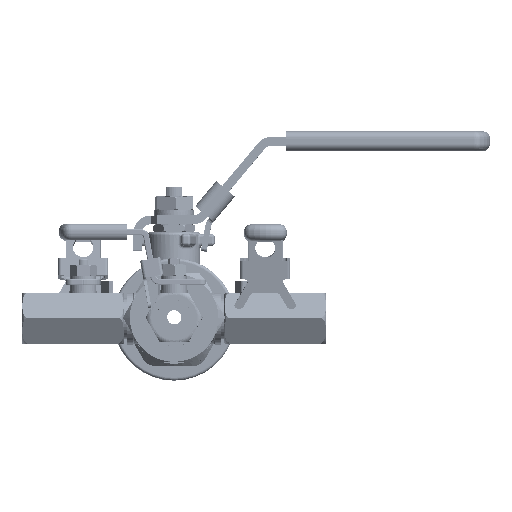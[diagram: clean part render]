
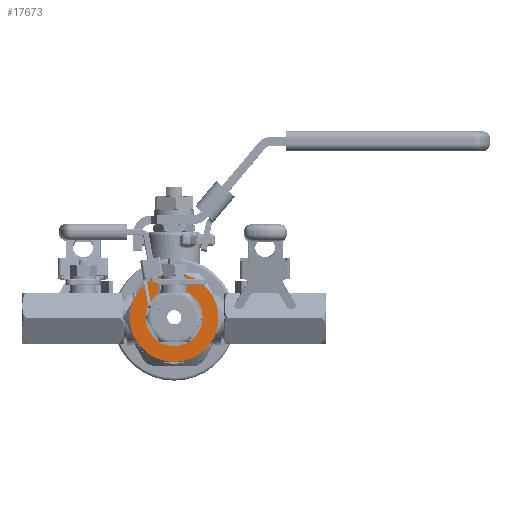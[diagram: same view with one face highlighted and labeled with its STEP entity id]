
A CAD part, top view. The second image highlights one B-rep face of the part: STEP entity #17673.
In plain terms, the highlighted planar face has unit normal (0, 0, 1).
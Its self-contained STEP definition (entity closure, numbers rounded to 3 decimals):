
#244 = DIRECTION ( 'NONE',  ( 1., 0., 0. ) ) ;
#2536 = EDGE_CURVE ( 'NONE', #12241, #21528, #29947, .T. ) ;
#2936 = DIRECTION ( 'NONE',  ( -1., 0., 0. ) ) ;
#3584 = AXIS2_PLACEMENT_3D ( 'NONE', #32865, #5083, #55624 ) ;
#4372 = AXIS2_PLACEMENT_3D ( 'NONE', #33070, #33817, #60621 ) ;
#4829 = CARTESIAN_POINT ( 'NONE',  ( 13.164, 7.6, 23.5 ) ) ;
#5083 = DIRECTION ( 'NONE',  ( 0., 0., 1. ) ) ;
#5463 = CARTESIAN_POINT ( 'NONE',  ( -13.164, 7.6, 23.5 ) ) ;
#6607 = ORIENTED_EDGE ( 'NONE', *, *, #12617, .F. ) ;
#6810 = CIRCLE ( 'NONE', #38272, 15.2 ) ;
#6891 = FACE_BOUND ( 'NONE', #65601, .T. ) ;
#7714 = CARTESIAN_POINT ( 'NONE',  ( 0., 15.2, 23.5 ) ) ;
#10784 = EDGE_CURVE ( 'NONE', #21528, #69059, #57411, .T. ) ;
#12241 = VERTEX_POINT ( 'NONE', #36073 ) ;
#12617 = EDGE_CURVE ( 'NONE', #61614, #17549, #28298, .T. ) ;
#14958 = CARTESIAN_POINT ( 'NONE',  ( -15.2, 0., 23.5 ) ) ;
#15177 = VERTEX_POINT ( 'NONE', #5463 ) ;
#16763 = AXIS2_PLACEMENT_3D ( 'NONE', #51203, #72498, #244 ) ;
#17097 = AXIS2_PLACEMENT_3D ( 'NONE', #63829, #69681, #2936 ) ;
#17549 = VERTEX_POINT ( 'NONE', #27018 ) ;
#17673 = ADVANCED_FACE ( 'NONE', ( #6891, #56689 ), #23696, .T. ) ;
#19986 = CARTESIAN_POINT ( 'NONE',  ( -13.164, -7.6, 23.5 ) ) ;
#20589 = DIRECTION ( 'NONE',  ( 1., 0., 0. ) ) ;
#21528 = VERTEX_POINT ( 'NONE', #4829 ) ;
#23610 = DIRECTION ( 'NONE',  ( 1., 0., 0. ) ) ;
#23695 = CIRCLE ( 'NONE', #51803, 15.2 ) ;
#23696 = PLANE ( 'NONE',  #16763 ) ;
#23741 = CARTESIAN_POINT ( 'NONE',  ( 0., 0., 23.5 ) ) ;
#23981 = CARTESIAN_POINT ( 'NONE',  ( 0., 0., 23.5 ) ) ;
#25352 = DIRECTION ( 'NONE',  ( 0., 0., 1. ) ) ;
#25953 = AXIS2_PLACEMENT_3D ( 'NONE', #58357, #25352, #70094 ) ;
#26611 = CARTESIAN_POINT ( 'NONE',  ( 0., 0., 23.5 ) ) ;
#27018 = CARTESIAN_POINT ( 'NONE',  ( 9.8, 0., 23.5 ) ) ;
#28298 = CIRCLE ( 'NONE', #25953, 9.8 ) ;
#28558 = ORIENTED_EDGE ( 'NONE', *, *, #51133, .F. ) ;
#28771 = CIRCLE ( 'NONE', #17097, 15.2 ) ;
#28933 = ORIENTED_EDGE ( 'NONE', *, *, #29859, .T. ) ;
#28990 = AXIS2_PLACEMENT_3D ( 'NONE', #23741, #63710, #40616 ) ;
#29245 = AXIS2_PLACEMENT_3D ( 'NONE', #48414, #70820, #20589 ) ;
#29859 = EDGE_CURVE ( 'NONE', #39419, #47644, #49907, .T. ) ;
#29947 = CIRCLE ( 'NONE', #43995, 15.2 ) ;
#31214 = DIRECTION ( 'NONE',  ( 1., 0., 0. ) ) ;
#32570 = EDGE_LOOP ( 'NONE', ( #46377, #48397, #46971, #43764, #67042, #28933, #70110 ) ) ;
#32754 = CIRCLE ( 'NONE', #29245, 15.2 ) ;
#32865 = CARTESIAN_POINT ( 'NONE',  ( 0., 0., 23.5 ) ) ;
#33070 = CARTESIAN_POINT ( 'NONE',  ( 0., 0., 23.5 ) ) ;
#33817 = DIRECTION ( 'NONE',  ( 0., 0., 1. ) ) ;
#36073 = CARTESIAN_POINT ( 'NONE',  ( 13.164, -7.6, 23.5 ) ) ;
#38272 = AXIS2_PLACEMENT_3D ( 'NONE', #23981, #44879, #23610 ) ;
#39419 = VERTEX_POINT ( 'NONE', #19986 ) ;
#40616 = DIRECTION ( 'NONE',  ( 1., 0., 0. ) ) ;
#43764 = ORIENTED_EDGE ( 'NONE', *, *, #71491, .T. ) ;
#43995 = AXIS2_PLACEMENT_3D ( 'NONE', #59501, #53972, #31214 ) ;
#44879 = DIRECTION ( 'NONE',  ( 0., 0., 1. ) ) ;
#46377 = ORIENTED_EDGE ( 'NONE', *, *, #2536, .T. ) ;
#46971 = ORIENTED_EDGE ( 'NONE', *, *, #64002, .F. ) ;
#47644 = VERTEX_POINT ( 'NONE', #68207 ) ;
#48397 = ORIENTED_EDGE ( 'NONE', *, *, #10784, .T. ) ;
#48414 = CARTESIAN_POINT ( 'NONE',  ( 0., 0., 23.5 ) ) ;
#48948 = CIRCLE ( 'NONE', #28990, 9.8 ) ;
#49316 = DIRECTION ( 'NONE',  ( 0., 0., 1. ) ) ;
#49907 = CIRCLE ( 'NONE', #4372, 15.2 ) ;
#51133 = EDGE_CURVE ( 'NONE', #17549, #61614, #48948, .T. ) ;
#51203 = CARTESIAN_POINT ( 'NONE',  ( 0., 0., 23.5 ) ) ;
#51803 = AXIS2_PLACEMENT_3D ( 'NONE', #26611, #49316, #60349 ) ;
#53972 = DIRECTION ( 'NONE',  ( 0., 0., 1. ) ) ;
#55275 = EDGE_CURVE ( 'NONE', #47644, #12241, #32754, .T. ) ;
#55624 = DIRECTION ( 'NONE',  ( 1., 0., 0. ) ) ;
#56689 = FACE_OUTER_BOUND ( 'NONE', #32570, .T. ) ;
#57411 = CIRCLE ( 'NONE', #3584, 15.2 ) ;
#58357 = CARTESIAN_POINT ( 'NONE',  ( 0., 0., 23.5 ) ) ;
#59415 = CARTESIAN_POINT ( 'NONE',  ( -9.8, 0., 23.5 ) ) ;
#59501 = CARTESIAN_POINT ( 'NONE',  ( 0., 0., 23.5 ) ) ;
#60349 = DIRECTION ( 'NONE',  ( 1., 0., 0. ) ) ;
#60621 = DIRECTION ( 'NONE',  ( 1., 0., 0. ) ) ;
#61614 = VERTEX_POINT ( 'NONE', #59415 ) ;
#63710 = DIRECTION ( 'NONE',  ( 0., 0., 1. ) ) ;
#63829 = CARTESIAN_POINT ( 'NONE',  ( 0., 0., 23.5 ) ) ;
#64002 = EDGE_CURVE ( 'NONE', #15177, #69059, #28771, .T. ) ;
#65601 = EDGE_LOOP ( 'NONE', ( #6607, #28558 ) ) ;
#66794 = EDGE_CURVE ( 'NONE', #72301, #39419, #6810, .T. ) ;
#67042 = ORIENTED_EDGE ( 'NONE', *, *, #66794, .T. ) ;
#68207 = CARTESIAN_POINT ( 'NONE',  ( 0., -15.2, 23.5 ) ) ;
#69059 = VERTEX_POINT ( 'NONE', #7714 ) ;
#69681 = DIRECTION ( 'NONE',  ( 0., 0., -1. ) ) ;
#70094 = DIRECTION ( 'NONE',  ( 1., 0., 0. ) ) ;
#70110 = ORIENTED_EDGE ( 'NONE', *, *, #55275, .T. ) ;
#70820 = DIRECTION ( 'NONE',  ( 0., 0., 1. ) ) ;
#71491 = EDGE_CURVE ( 'NONE', #15177, #72301, #23695, .T. ) ;
#72301 = VERTEX_POINT ( 'NONE', #14958 ) ;
#72498 = DIRECTION ( 'NONE',  ( 0., 0., 1. ) ) ;
